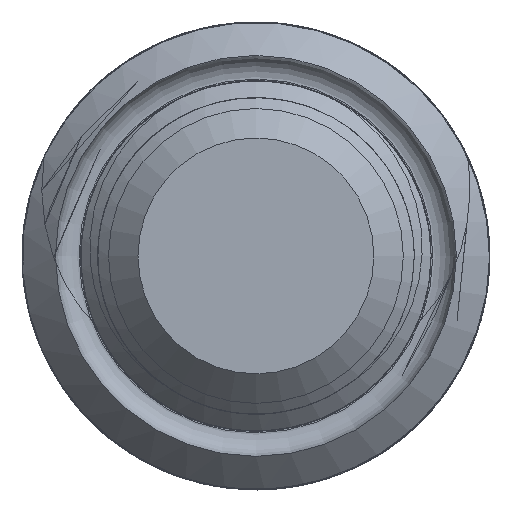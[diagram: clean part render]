
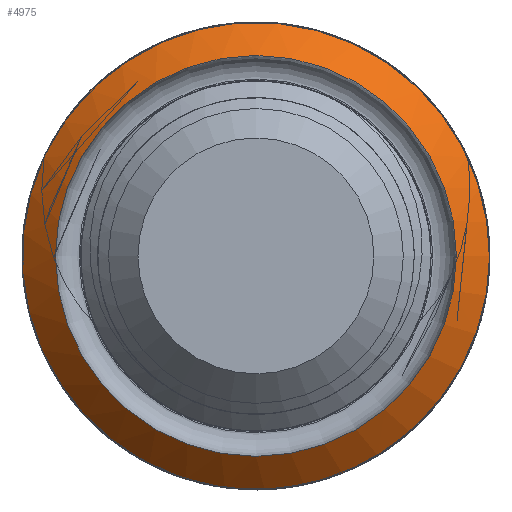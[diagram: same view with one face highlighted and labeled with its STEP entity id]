
A CAD part, left-side view. The second image highlights one B-rep face of the part: STEP entity #4975.
In plain terms, the highlighted conical face has half-angle 45 degrees and reference radius 7.4 mm.
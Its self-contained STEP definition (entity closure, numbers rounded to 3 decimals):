
#19=CONICAL_SURFACE('',#5279,7.4,0.785);
#299=FACE_OUTER_BOUND('',#571,.T.);
#571=EDGE_LOOP('',(#4423,#4424,#4425,#4426,#4427,#4428,#4429));
#586=CIRCLE('',#5002,7.925);
#597=CIRCLE('',#5256,7.925);
#598=CIRCLE('',#5257,7.925);
#608=CIRCLE('',#5277,6.8);
#609=CIRCLE('',#5278,6.8);
#1359=LINE('',#24899,#1609);
#1609=VECTOR('',#6107,7.4);
#1617=VERTEX_POINT('',#6164);
#1618=VERTEX_POINT('',#6178);
#2110=VERTEX_POINT('',#21658);
#2119=VERTEX_POINT('',#24893);
#2120=VERTEX_POINT('',#24895);
#2133=EDGE_CURVE('',#1617,#1618,#586,.T.);
#2872=EDGE_CURVE('',#1618,#2110,#597,.T.);
#2873=EDGE_CURVE('',#2110,#1617,#598,.T.);
#2890=EDGE_CURVE('',#2120,#2119,#608,.T.);
#2891=EDGE_CURVE('',#2119,#2120,#609,.T.);
#2892=EDGE_CURVE('',#2110,#2120,#1359,.T.);
#4423=ORIENTED_EDGE('',*,*,#2872,.F.);
#4424=ORIENTED_EDGE('',*,*,#2133,.F.);
#4425=ORIENTED_EDGE('',*,*,#2873,.F.);
#4426=ORIENTED_EDGE('',*,*,#2892,.T.);
#4427=ORIENTED_EDGE('',*,*,#2890,.T.);
#4428=ORIENTED_EDGE('',*,*,#2891,.T.);
#4429=ORIENTED_EDGE('',*,*,#2892,.F.);
#4975=ADVANCED_FACE('',(#299),#19,.T.);
#5002=AXIS2_PLACEMENT_3D('',#6179,#5308,#5309);
#5256=AXIS2_PLACEMENT_3D('',#21659,#6054,#6055);
#5257=AXIS2_PLACEMENT_3D('',#21660,#6056,#6057);
#5277=AXIS2_PLACEMENT_3D('',#24896,#6101,#6102);
#5278=AXIS2_PLACEMENT_3D('',#24897,#6103,#6104);
#5279=AXIS2_PLACEMENT_3D('',#24898,#6105,#6106);
#5308=DIRECTION('center_axis',(1.,0.,0.));
#5309=DIRECTION('ref_axis',(0.,1.,0.));
#6054=DIRECTION('center_axis',(1.,0.,0.));
#6055=DIRECTION('ref_axis',(0.,1.,0.));
#6056=DIRECTION('center_axis',(1.,0.,0.));
#6057=DIRECTION('ref_axis',(0.,1.,0.));
#6101=DIRECTION('center_axis',(1.,0.,0.));
#6102=DIRECTION('ref_axis',(0.,0.,-1.));
#6103=DIRECTION('center_axis',(1.,0.,0.));
#6104=DIRECTION('ref_axis',(0.,0.,-1.));
#6105=DIRECTION('center_axis',(1.,0.,0.));
#6106=DIRECTION('ref_axis',(0.,1.,0.));
#6107=DIRECTION('',(-0.707,0.707,0.));
#6164=CARTESIAN_POINT('',(55.125,7.184,3.358));
#6178=CARTESIAN_POINT('',(55.125,-7.18,3.356));
#6179=CARTESIAN_POINT('Origin',(55.125,0.,0.));
#21658=CARTESIAN_POINT('',(55.125,-7.925,0.));
#21659=CARTESIAN_POINT('Origin',(55.125,0.,0.));
#21660=CARTESIAN_POINT('Origin',(55.125,0.,0.));
#24893=CARTESIAN_POINT('',(54.,0.,6.8));
#24895=CARTESIAN_POINT('',(54.,-6.8,0.));
#24896=CARTESIAN_POINT('Origin',(54.,0.,0.));
#24897=CARTESIAN_POINT('Origin',(54.,0.,0.));
#24898=CARTESIAN_POINT('Origin',(54.6,0.,0.));
#24899=CARTESIAN_POINT('',(54.6,-7.4,0.));
